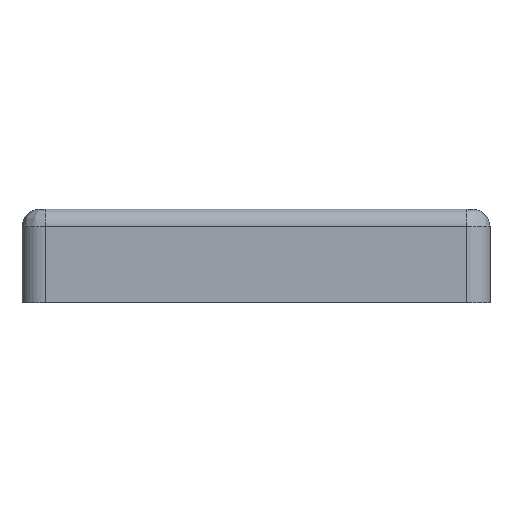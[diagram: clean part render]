
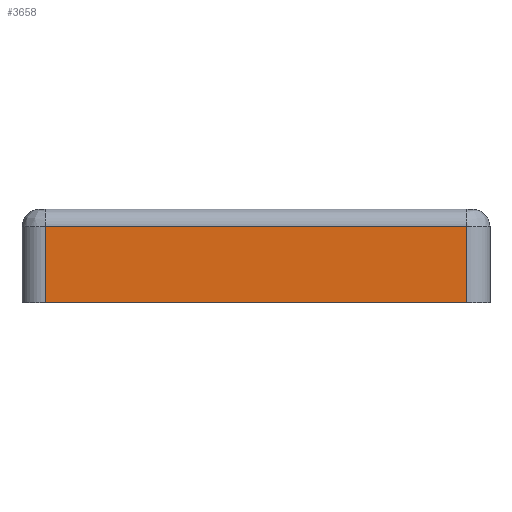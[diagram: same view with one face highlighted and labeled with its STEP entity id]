
A CAD part, front view. The second image highlights one B-rep face of the part: STEP entity #3658.
In plain terms, the highlighted planar face has unit normal (0, -1, 0).
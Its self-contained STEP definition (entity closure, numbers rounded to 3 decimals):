
#92 = ORIENTED_EDGE ( 'NONE', *, *, #1785, .F. ) ;
#332 = CARTESIAN_POINT ( 'NONE',  ( -36., -40., 13. ) ) ;
#589 = LINE ( 'NONE', #9360, #605 ) ;
#605 = VECTOR ( 'NONE', #8874, 1000. ) ;
#796 = LINE ( 'NONE', #6806, #798 ) ;
#798 = VECTOR ( 'NONE', #5687, 1000. ) ;
#1053 = DIRECTION ( 'NONE',  ( 1., 0., 0. ) ) ;
#1062 = CARTESIAN_POINT ( 'NONE',  ( -40., -40., 13. ) ) ;
#1228 = LINE ( 'NONE', #1062, #1269 ) ;
#1269 = VECTOR ( 'NONE', #1053, 1000. ) ;
#1566 = EDGE_CURVE ( 'NONE', #1782, #9579, #589, .T. ) ;
#1782 = VERTEX_POINT ( 'NONE', #5762 ) ;
#1785 = EDGE_CURVE ( 'NONE', #7853, #4894, #796, .T. ) ;
#1987 = CARTESIAN_POINT ( 'NONE',  ( 36., -40., 13. ) ) ;
#2435 = EDGE_CURVE ( 'NONE', #9579, #7853, #1228, .T. ) ;
#2592 = DIRECTION ( 'NONE',  ( -1., 0., 0. ) ) ;
#3658 = ADVANCED_FACE ( 'NONE', ( #5872 ), #5891, .F. ) ;
#3749 = CARTESIAN_POINT ( 'NONE',  ( -40., -40., 0. ) ) ;
#3891 = EDGE_LOOP ( 'NONE', ( #5937, #8920, #7542, #92 ) ) ;
#4300 = CARTESIAN_POINT ( 'NONE',  ( 36., -40., 0. ) ) ;
#4894 = VERTEX_POINT ( 'NONE', #4300 ) ;
#5672 = EDGE_CURVE ( 'NONE', #4894, #1782, #8281, .T. ) ;
#5687 = DIRECTION ( 'NONE',  ( 0., 0., -1. ) ) ;
#5762 = CARTESIAN_POINT ( 'NONE',  ( -36., -40., 0. ) ) ;
#5855 = DIRECTION ( 'NONE',  ( -1., 0., 0. ) ) ;
#5869 = DIRECTION ( 'NONE',  ( 0., 1., 0. ) ) ;
#5872 = FACE_OUTER_BOUND ( 'NONE', #3891, .T. ) ;
#5891 = PLANE ( 'NONE',  #7871 ) ;
#5921 = CARTESIAN_POINT ( 'NONE',  ( 40., -40., 16. ) ) ;
#5937 = ORIENTED_EDGE ( 'NONE', *, *, #2435, .F. ) ;
#6806 = CARTESIAN_POINT ( 'NONE',  ( 36., -40., 16. ) ) ;
#7542 = ORIENTED_EDGE ( 'NONE', *, *, #5672, .F. ) ;
#7853 = VERTEX_POINT ( 'NONE', #1987 ) ;
#7871 = AXIS2_PLACEMENT_3D ( 'NONE', #5921, #5869, #5855 ) ;
#8281 = LINE ( 'NONE', #3749, #9244 ) ;
#8874 = DIRECTION ( 'NONE',  ( 0., 0., 1. ) ) ;
#8920 = ORIENTED_EDGE ( 'NONE', *, *, #1566, .F. ) ;
#9244 = VECTOR ( 'NONE', #2592, 1000. ) ;
#9360 = CARTESIAN_POINT ( 'NONE',  ( -36., -40., 16. ) ) ;
#9579 = VERTEX_POINT ( 'NONE', #332 ) ;
